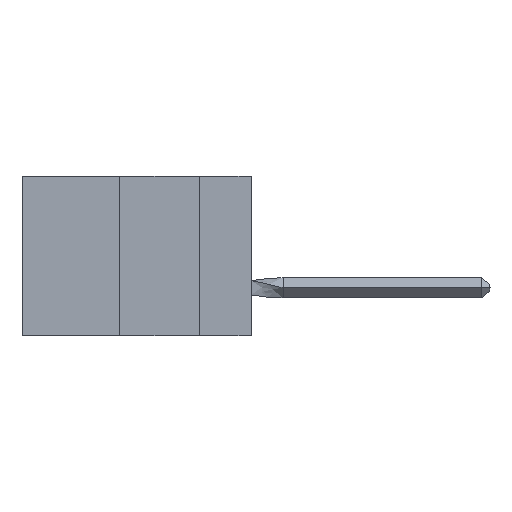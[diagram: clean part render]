
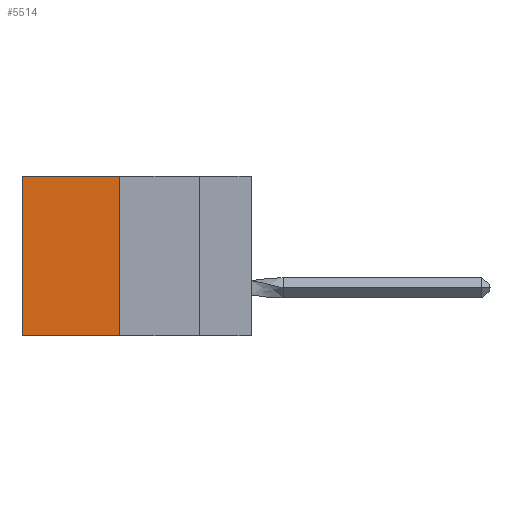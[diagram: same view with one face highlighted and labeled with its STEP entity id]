
A CAD part, left-side view. The second image highlights one B-rep face of the part: STEP entity #5514.
In plain terms, the highlighted planar face has unit normal (-1, 0, 0).
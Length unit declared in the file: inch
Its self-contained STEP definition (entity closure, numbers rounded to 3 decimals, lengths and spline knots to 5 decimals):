
#856 = CARTESIAN_POINT ( 'NONE',  ( 0.305, 0.413, -0.5 ) ) ;
#905 = EDGE_CURVE ( 'NONE', #15934, #10779, #2915, .T. ) ;
#1323 = FACE_OUTER_BOUND ( 'NONE', #8299, .T. ) ;
#2048 = PLANE ( 'NONE',  #13223 ) ;
#2119 = DIRECTION ( 'NONE',  ( 0., 0., -1. ) ) ;
#2164 = CARTESIAN_POINT ( 'NONE',  ( 0.305, 0.72, -0.5 ) ) ;
#2194 = DIRECTION ( 'NONE',  ( 1., 0., 0. ) ) ;
#2915 = LINE ( 'NONE', #7755, #7837 ) ;
#3444 = EDGE_CURVE ( 'NONE', #7145, #17907, #18223, .T. ) ;
#4067 = DIRECTION ( 'NONE',  ( 0., 1., 0. ) ) ;
#5158 = DIRECTION ( 'NONE',  ( 0., 0., -1. ) ) ;
#5514 = ADVANCED_FACE ( 'NONE', ( #1323 ), #2048, .F. ) ;
#6387 = DIRECTION ( 'NONE',  ( 0., 1., 0. ) ) ;
#7145 = VERTEX_POINT ( 'NONE', #8459 ) ;
#7755 = CARTESIAN_POINT ( 'NONE',  ( 0.305, 0.413, 0. ) ) ;
#7837 = VECTOR ( 'NONE', #6387, 39.37008 ) ;
#8299 = EDGE_LOOP ( 'NONE', ( #16903, #13571, #9590, #9971 ) ) ;
#8459 = CARTESIAN_POINT ( 'NONE',  ( 0.305, 0.413, -0.5 ) ) ;
#9590 = ORIENTED_EDGE ( 'NONE', *, *, #13111, .F. ) ;
#9971 = ORIENTED_EDGE ( 'NONE', *, *, #905, .T. ) ;
#10155 = CARTESIAN_POINT ( 'NONE',  ( 0.305, 0.72, -0.5 ) ) ;
#10779 = VERTEX_POINT ( 'NONE', #20144 ) ;
#12404 = CARTESIAN_POINT ( 'NONE',  ( 0.305, 0.413, -0.5 ) ) ;
#13111 = EDGE_CURVE ( 'NONE', #15934, #7145, #16929, .T. ) ;
#13223 = AXIS2_PLACEMENT_3D ( 'NONE', #18877, #2194, #2119 ) ;
#13462 = LINE ( 'NONE', #10155, #14528 ) ;
#13571 = ORIENTED_EDGE ( 'NONE', *, *, #3444, .F. ) ;
#14528 = VECTOR ( 'NONE', #5158, 39.37008 ) ;
#14836 = VECTOR ( 'NONE', #15673, 39.37008 ) ;
#14933 = CARTESIAN_POINT ( 'NONE',  ( 0.305, 0.413, 0. ) ) ;
#15673 = DIRECTION ( 'NONE',  ( 0., 0., -1. ) ) ;
#15934 = VERTEX_POINT ( 'NONE', #14933 ) ;
#15965 = EDGE_CURVE ( 'NONE', #10779, #17907, #13462, .T. ) ;
#16903 = ORIENTED_EDGE ( 'NONE', *, *, #15965, .T. ) ;
#16929 = LINE ( 'NONE', #856, #14836 ) ;
#17719 = VECTOR ( 'NONE', #4067, 39.37008 ) ;
#17907 = VERTEX_POINT ( 'NONE', #2164 ) ;
#18223 = LINE ( 'NONE', #12404, #17719 ) ;
#18877 = CARTESIAN_POINT ( 'NONE',  ( 0.305, 0.413, -0.5 ) ) ;
#20144 = CARTESIAN_POINT ( 'NONE',  ( 0.305, 0.72, 0. ) ) ;
